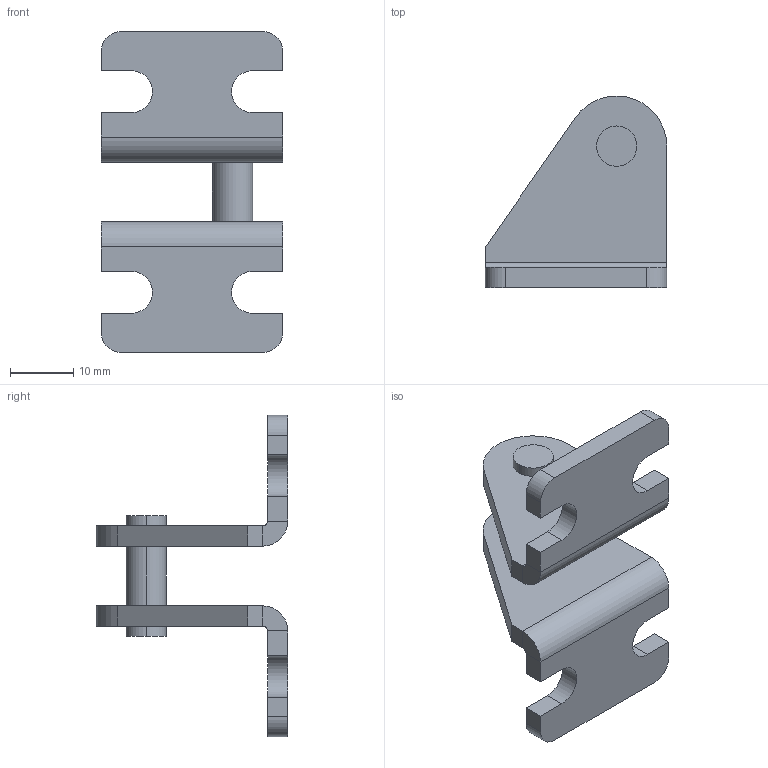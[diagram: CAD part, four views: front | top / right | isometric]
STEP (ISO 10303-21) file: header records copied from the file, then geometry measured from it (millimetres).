
FILE_DESCRIPTION (( 'STEP AP214' ), '1' );
FILE_NAME ('APBP-3.step', '2017-08-21T12:55:20', ( '' ), ( '' ), 'SwSTEP 2.0', 'SolidWorks 2017', '' );
FILE_SCHEMA (( 'AUTOMOTIVE_DESIGN' ));
Length unit declared in the file: inch
Products named in the file (1): APBP-3
Bounding box: 28.6 x 30.19 x 50.6 mm (x, y, z)
Volume: 6914.2 mm3; surface area: 5531.1 mm2
Topology: 3 solids, 3 shells, 58 faces, 140 edges, 88 vertices
Faces by surface type: plane 38, cylinder 20
Entity records: 1746 total; most frequent: DIRECTION 298, CARTESIAN_POINT 287, ORIENTED_EDGE 280, EDGE_CURVE 140, VECTOR 100, LINE 100, AXIS2_PLACEMENT_3D 99, VERTEX_POINT 88
